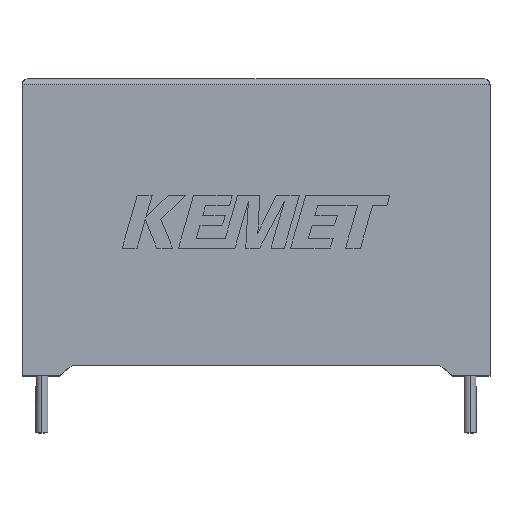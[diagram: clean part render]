
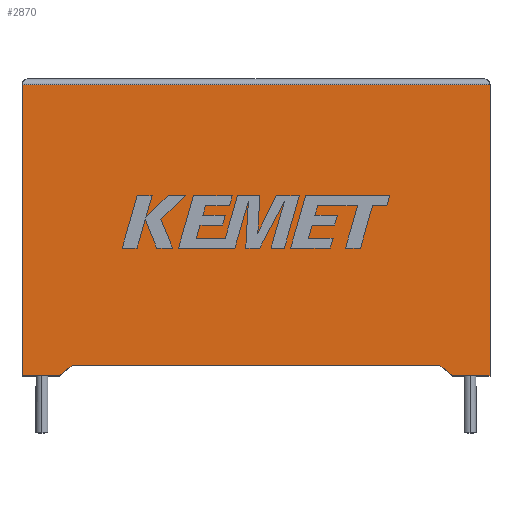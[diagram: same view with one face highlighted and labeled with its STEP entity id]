
A CAD part, top view. The second image highlights one B-rep face of the part: STEP entity #2870.
In plain terms, the highlighted planar face has unit normal (0, 0, 1).
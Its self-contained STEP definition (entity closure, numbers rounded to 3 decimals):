
#55 = DIRECTION ( 'NONE',  ( -1., 0., 0. ) ) ;
#96 = VERTEX_POINT ( 'NONE', #311 ) ;
#134 = VERTEX_POINT ( 'NONE', #1892 ) ;
#135 = DIRECTION ( 'NONE',  ( -0.786, -0.619, 0. ) ) ;
#166 = VERTEX_POINT ( 'NONE', #2375 ) ;
#212 = EDGE_CURVE ( 'NONE', #2599, #134, #2437, .T. ) ;
#236 = DIRECTION ( 'NONE',  ( 0., 1., 0. ) ) ;
#244 = VECTOR ( 'NONE', #236, 1000. ) ;
#248 = CARTESIAN_POINT ( 'NONE',  ( 37.75, 0., 15. ) ) ;
#311 = CARTESIAN_POINT ( 'NONE',  ( 3.25, 0., 15. ) ) ;
#351 = FACE_OUTER_BOUND ( 'NONE', #1177, .T. ) ;
#409 = CARTESIAN_POINT ( 'NONE',  ( 0., 25.5, 15. ) ) ;
#443 = LINE ( 'NONE', #2194, #2669 ) ;
#542 = LINE ( 'NONE', #2518, #2681 ) ;
#544 = ORIENTED_EDGE ( 'NONE', *, *, #2894, .T. ) ;
#578 = LINE ( 'NONE', #1577, #2131 ) ;
#590 = EDGE_CURVE ( 'NONE', #874, #2599, #2651, .T. ) ;
#596 = ORIENTED_EDGE ( 'NONE', *, *, #590, .T. ) ;
#729 = DIRECTION ( 'NONE',  ( -1., 0., 0. ) ) ;
#773 = CARTESIAN_POINT ( 'NONE',  ( 41., 0., 15. ) ) ;
#796 = EDGE_CURVE ( 'NONE', #1339, #2219, #443, .T. ) ;
#846 = LINE ( 'NONE', #1611, #2141 ) ;
#874 = VERTEX_POINT ( 'NONE', #248 ) ;
#899 = CARTESIAN_POINT ( 'NONE',  ( 36.611, 0.896, 15. ) ) ;
#937 = CARTESIAN_POINT ( 'NONE',  ( 0., 0., 15. ) ) ;
#990 = ORIENTED_EDGE ( 'NONE', *, *, #796, .T. ) ;
#1120 = EDGE_CURVE ( 'NONE', #166, #96, #1627, .T. ) ;
#1177 = EDGE_LOOP ( 'NONE', ( #1836, #2772, #990, #544, #2650, #2387, #1805, #596 ) ) ;
#1339 = VERTEX_POINT ( 'NONE', #409 ) ;
#1418 = VECTOR ( 'NONE', #1958, 1000. ) ;
#1565 = VECTOR ( 'NONE', #135, 1000. ) ;
#1577 = CARTESIAN_POINT ( 'NONE',  ( 37.75, 0., 15. ) ) ;
#1611 = CARTESIAN_POINT ( 'NONE',  ( 20.5, 0.896, 15. ) ) ;
#1627 = LINE ( 'NONE', #2351, #1565 ) ;
#1674 = EDGE_CURVE ( 'NONE', #2332, #874, #578, .T. ) ;
#1692 = EDGE_CURVE ( 'NONE', #134, #1339, #542, .T. ) ;
#1724 = CARTESIAN_POINT ( 'NONE',  ( 0., 0., 15. ) ) ;
#1805 = ORIENTED_EDGE ( 'NONE', *, *, #1674, .T. ) ;
#1836 = ORIENTED_EDGE ( 'NONE', *, *, #212, .T. ) ;
#1892 = CARTESIAN_POINT ( 'NONE',  ( 41., 25.5, 15. ) ) ;
#1927 = DIRECTION ( 'NONE',  ( 0., -1., 0. ) ) ;
#1940 = CARTESIAN_POINT ( 'NONE',  ( 41., 0., 15. ) ) ;
#1958 = DIRECTION ( 'NONE',  ( 1., 0., 0. ) ) ;
#1985 = EDGE_CURVE ( 'NONE', #2332, #166, #846, .T. ) ;
#2131 = VECTOR ( 'NONE', #2536, 1000. ) ;
#2141 = VECTOR ( 'NONE', #2573, 1000. ) ;
#2190 = DIRECTION ( 'NONE',  ( 1., 0., 0. ) ) ;
#2194 = CARTESIAN_POINT ( 'NONE',  ( 0., 0., 15. ) ) ;
#2219 = VERTEX_POINT ( 'NONE', #3022 ) ;
#2325 = PLANE ( 'NONE',  #2628 ) ;
#2332 = VERTEX_POINT ( 'NONE', #899 ) ;
#2351 = CARTESIAN_POINT ( 'NONE',  ( 3.25, 0., 15. ) ) ;
#2375 = CARTESIAN_POINT ( 'NONE',  ( 4.389, 0.896, 15. ) ) ;
#2382 = CARTESIAN_POINT ( 'NONE',  ( 0., 0., 15. ) ) ;
#2387 = ORIENTED_EDGE ( 'NONE', *, *, #1985, .F. ) ;
#2437 = LINE ( 'NONE', #1940, #244 ) ;
#2518 = CARTESIAN_POINT ( 'NONE',  ( 0., 25.5, 15. ) ) ;
#2536 = DIRECTION ( 'NONE',  ( 0.786, -0.619, 0. ) ) ;
#2573 = DIRECTION ( 'NONE',  ( -1., 0., 0. ) ) ;
#2599 = VERTEX_POINT ( 'NONE', #773 ) ;
#2628 = AXIS2_PLACEMENT_3D ( 'NONE', #1724, #2954, #729 ) ;
#2650 = ORIENTED_EDGE ( 'NONE', *, *, #1120, .F. ) ;
#2651 = LINE ( 'NONE', #937, #3200 ) ;
#2659 = LINE ( 'NONE', #2382, #1418 ) ;
#2669 = VECTOR ( 'NONE', #1927, 1000. ) ;
#2681 = VECTOR ( 'NONE', #55, 1000. ) ;
#2772 = ORIENTED_EDGE ( 'NONE', *, *, #1692, .T. ) ;
#2870 = ADVANCED_FACE ( 'NONE', ( #351 ), #2325, .F. ) ;
#2894 = EDGE_CURVE ( 'NONE', #2219, #96, #2659, .T. ) ;
#2954 = DIRECTION ( 'NONE',  ( 0., 0., -1. ) ) ;
#3022 = CARTESIAN_POINT ( 'NONE',  ( 0., 0., 15. ) ) ;
#3200 = VECTOR ( 'NONE', #2190, 1000. ) ;
